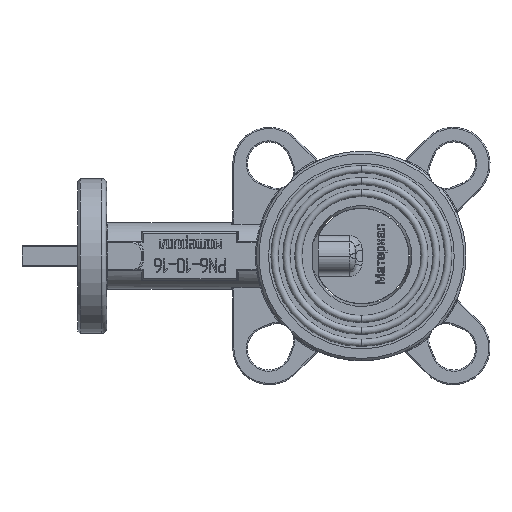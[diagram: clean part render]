
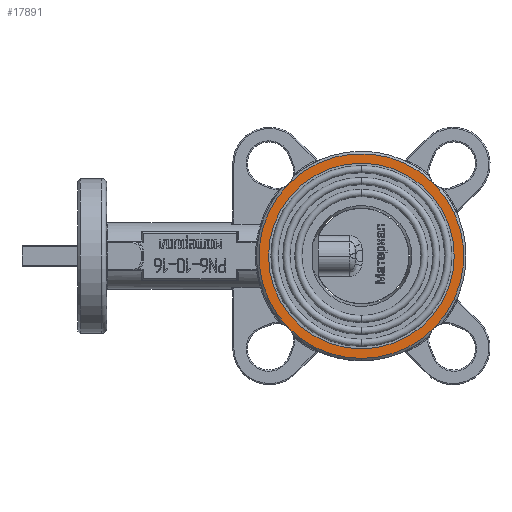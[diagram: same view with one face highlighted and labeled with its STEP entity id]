
A CAD part, left-side view. The second image highlights one B-rep face of the part: STEP entity #17891.
In plain terms, the highlighted planar face has unit normal (-1, 0, 0).
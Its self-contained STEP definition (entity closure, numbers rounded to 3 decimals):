
#10 = DIRECTION ( 'NONE',  ( -1., 0., 0. ) ) ;
#302 = ORIENTED_EDGE ( 'NONE', *, *, #15783, .T. ) ;
#1258 = AXIS2_PLACEMENT_3D ( 'NONE', #5862, #30686, #9470 ) ;
#1560 = CIRCLE ( 'NONE', #13951, 43. ) ;
#3240 = CARTESIAN_POINT ( 'NONE',  ( -16.5, 0., 0. ) ) ;
#3293 = ORIENTED_EDGE ( 'NONE', *, *, #26963, .T. ) ;
#3473 = DIRECTION ( 'NONE',  ( -1., 0., 0. ) ) ;
#3991 = VERTEX_POINT ( 'NONE', #38004 ) ;
#4768 = DIRECTION ( 'NONE',  ( 1., 0., 0. ) ) ;
#4873 = CARTESIAN_POINT ( 'NONE',  ( -16.5, 39., 0. ) ) ;
#5435 = CIRCLE ( 'NONE', #20789, 43. ) ;
#5530 = EDGE_CURVE ( 'NONE', #20009, #3991, #5435, .T. ) ;
#5728 = CIRCLE ( 'NONE', #44895, 39. ) ;
#5862 = CARTESIAN_POINT ( 'NONE',  ( -16.5, 0., 0. ) ) ;
#6806 = DIRECTION ( 'NONE',  ( 0., 1., 0. ) ) ;
#7686 = ORIENTED_EDGE ( 'NONE', *, *, #16005, .T. ) ;
#7688 = AXIS2_PLACEMENT_3D ( 'NONE', #24721, #3473, #28300 ) ;
#8028 = CIRCLE ( 'NONE', #32495, 43. ) ;
#8964 = VERTEX_POINT ( 'NONE', #24445 ) ;
#9470 = DIRECTION ( 'NONE',  ( 0., 1., 0. ) ) ;
#11084 = CARTESIAN_POINT ( 'NONE',  ( -16.5, -30.406, 30.406 ) ) ;
#11610 = VERTEX_POINT ( 'NONE', #11084 ) ;
#11760 = ORIENTED_EDGE ( 'NONE', *, *, #24584, .T. ) ;
#11908 = CIRCLE ( 'NONE', #38665, 39. ) ;
#12903 = VERTEX_POINT ( 'NONE', #32660 ) ;
#13951 = AXIS2_PLACEMENT_3D ( 'NONE', #17078, #41879, #20646 ) ;
#15555 = CARTESIAN_POINT ( 'NONE',  ( -16.5, 44., 0. ) ) ;
#15610 = VERTEX_POINT ( 'NONE', #37805 ) ;
#15783 = EDGE_CURVE ( 'NONE', #15610, #33758, #11908, .T. ) ;
#16005 = EDGE_CURVE ( 'NONE', #33758, #15610, #5728, .T. ) ;
#16810 = DIRECTION ( 'NONE',  ( -1., 0., 0. ) ) ;
#17078 = CARTESIAN_POINT ( 'NONE',  ( -16.5, 0., 0. ) ) ;
#17891 = ADVANCED_FACE ( 'NONE', ( #33238, #42657 ), #43761, .F. ) ;
#19122 = DIRECTION ( 'NONE',  ( 0., 1., 0. ) ) ;
#20009 = VERTEX_POINT ( 'NONE', #37219 ) ;
#20646 = DIRECTION ( 'NONE',  ( 0., 1., 0. ) ) ;
#20789 = AXIS2_PLACEMENT_3D ( 'NONE', #21240, #10, #24807 ) ;
#21221 = CIRCLE ( 'NONE', #7688, 43. ) ;
#21240 = CARTESIAN_POINT ( 'NONE',  ( -16.5, 0., 0. ) ) ;
#24433 = EDGE_LOOP ( 'NONE', ( #3293, #28572, #45135, #11760, #39444 ) ) ;
#24445 = CARTESIAN_POINT ( 'NONE',  ( -16.5, 0., -43. ) ) ;
#24584 = EDGE_CURVE ( 'NONE', #11610, #20009, #1560, .T. ) ;
#24721 = CARTESIAN_POINT ( 'NONE',  ( -16.5, 0., 0. ) ) ;
#24807 = DIRECTION ( 'NONE',  ( 0., 1., 0. ) ) ;
#26030 = CARTESIAN_POINT ( 'NONE',  ( -16.5, 0., 0. ) ) ;
#26963 = EDGE_CURVE ( 'NONE', #3991, #8964, #8028, .T. ) ;
#28058 = DIRECTION ( 'NONE',  ( 1., 0., 0. ) ) ;
#28300 = DIRECTION ( 'NONE',  ( 0., 1., 0. ) ) ;
#28572 = ORIENTED_EDGE ( 'NONE', *, *, #35296, .T. ) ;
#29598 = DIRECTION ( 'NONE',  ( 0., 1., 0. ) ) ;
#30686 = DIRECTION ( 'NONE',  ( -1., 0., 0. ) ) ;
#31571 = EDGE_LOOP ( 'NONE', ( #7686, #302 ) ) ;
#32495 = AXIS2_PLACEMENT_3D ( 'NONE', #38025, #16810, #41606 ) ;
#32660 = CARTESIAN_POINT ( 'NONE',  ( -16.5, -30.406, -30.406 ) ) ;
#33238 = FACE_OUTER_BOUND ( 'NONE', #24433, .T. ) ;
#33758 = VERTEX_POINT ( 'NONE', #4873 ) ;
#34145 = CIRCLE ( 'NONE', #1258, 43. ) ;
#35296 = EDGE_CURVE ( 'NONE', #8964, #12903, #34145, .T. ) ;
#36082 = AXIS2_PLACEMENT_3D ( 'NONE', #15555, #40345, #19122 ) ;
#37219 = CARTESIAN_POINT ( 'NONE',  ( -16.5, 30.406, 30.406 ) ) ;
#37805 = CARTESIAN_POINT ( 'NONE',  ( -16.5, -39., 0. ) ) ;
#38004 = CARTESIAN_POINT ( 'NONE',  ( -16.5, 30.406, -30.406 ) ) ;
#38025 = CARTESIAN_POINT ( 'NONE',  ( -16.5, 0., 0. ) ) ;
#38665 = AXIS2_PLACEMENT_3D ( 'NONE', #3240, #28058, #6806 ) ;
#39444 = ORIENTED_EDGE ( 'NONE', *, *, #5530, .T. ) ;
#40345 = DIRECTION ( 'NONE',  ( 1., 0., 0. ) ) ;
#41606 = DIRECTION ( 'NONE',  ( 0., 1., 0. ) ) ;
#41879 = DIRECTION ( 'NONE',  ( -1., 0., 0. ) ) ;
#42215 = EDGE_CURVE ( 'NONE', #12903, #11610, #21221, .T. ) ;
#42657 = FACE_BOUND ( 'NONE', #31571, .T. ) ;
#43761 = PLANE ( 'NONE',  #36082 ) ;
#44895 = AXIS2_PLACEMENT_3D ( 'NONE', #26030, #4768, #29598 ) ;
#45135 = ORIENTED_EDGE ( 'NONE', *, *, #42215, .T. ) ;
